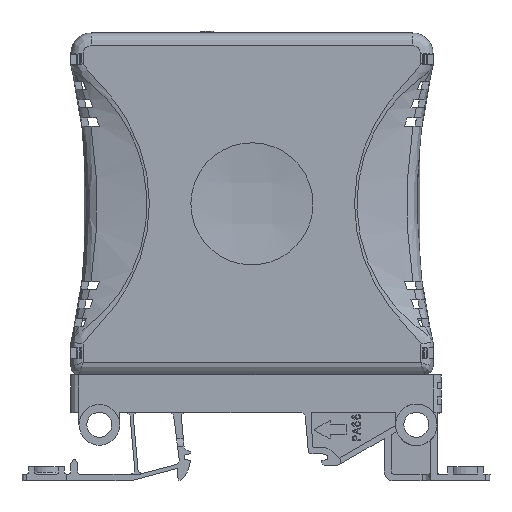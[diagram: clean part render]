
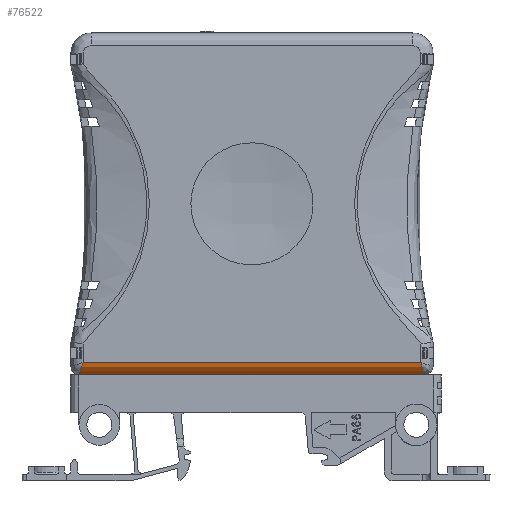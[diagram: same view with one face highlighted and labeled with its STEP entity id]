
A CAD part, left-side view. The second image highlights one B-rep face of the part: STEP entity #76522.
In plain terms, the highlighted cylindrical face has radius 3 mm (diameter 6 mm), a partial arc.
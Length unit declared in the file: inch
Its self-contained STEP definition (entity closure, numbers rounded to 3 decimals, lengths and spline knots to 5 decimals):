
#913 = B_SPLINE_CURVE_WITH_KNOTS ( 'NONE', 3,
 ( #39000, #12583, #22492, #80382, #71004, #88638, #62203, #39548, #106247, #56102, #4335, #5949, #105721, #73192, #37926, #14209 ),
 .UNSPECIFIED., .F., .F.,
 ( 4, 2, 2, 2, 2, 2, 2, 4 ),
 ( 0., 0.125, 0.25, 0.375, 0.5, 0.625, 0.75, 1. ),
 .UNSPECIFIED. ) ;
#2128 = CARTESIAN_POINT ( 'NONE',  ( -0.31496, 0.03937, 0.36614 ) ) ;
#4335 = CARTESIAN_POINT ( 'NONE',  ( -0.40887, 1.69724, 0.41221 ) ) ;
#5949 = CARTESIAN_POINT ( 'NONE',  ( -0.41746, 1.69296, 0.42506 ) ) ;
#7400 = EDGE_LOOP ( 'NONE', ( #82640, #31318, #98756, #8986 ) ) ;
#8952 = VERTEX_POINT ( 'NONE', #25940 ) ;
#8986 = ORIENTED_EDGE ( 'NONE', *, *, #21093, .F. ) ;
#12583 = CARTESIAN_POINT ( 'NONE',  ( -0.32269, 1.7126, 0.36614 ) ) ;
#14209 = CARTESIAN_POINT ( 'NONE',  ( -0.43307, 1.67323, 0.48425 ) ) ;
#15527 = DIRECTION ( 'NONE',  ( 0., 0., -1. ) ) ;
#17065 = VERTEX_POINT ( 'NONE', #43207 ) ;
#17246 = VERTEX_POINT ( 'NONE', #18944 ) ;
#18944 = CARTESIAN_POINT ( 'NONE',  ( -0.43307, -1.59449, 0.48425 ) ) ;
#21093 = EDGE_CURVE ( 'NONE', #95112, #8952, #913, .T. ) ;
#21929 = CARTESIAN_POINT ( 'NONE',  ( -0.43307, -1.59964, 0.46879 ) ) ;
#22492 = CARTESIAN_POINT ( 'NONE',  ( -0.33042, 1.71234, 0.3669 ) ) ;
#24113 = CARTESIAN_POINT ( 'NONE',  ( -0.34558, -1.6326, 0.36992 ) ) ;
#25840 = DIRECTION ( 'NONE',  ( 0., -1., 0. ) ) ;
#25940 = CARTESIAN_POINT ( 'NONE',  ( -0.43307, 1.67323, 0.48425 ) ) ;
#30173 = CARTESIAN_POINT ( 'NONE',  ( -0.43307, -1.59449, 0.48425 ) ) ;
#31318 = ORIENTED_EDGE ( 'NONE', *, *, #32198, .F. ) ;
#32029 = CARTESIAN_POINT ( 'NONE',  ( -0.31496, 0.03937, 0.48425 ) ) ;
#32198 = EDGE_CURVE ( 'NONE', #17246, #17065, #100173, .T. ) ;
#32297 = DIRECTION ( 'NONE',  ( 0., 1., 0. ) ) ;
#32902 = CARTESIAN_POINT ( 'NONE',  ( -0.33042, -1.6336, 0.3669 ) ) ;
#33456 = CARTESIAN_POINT ( 'NONE',  ( -0.31496, -1.63386, 0.36614 ) ) ;
#34027 = VECTOR ( 'NONE', #32297, 39.37008 ) ;
#37926 = CARTESIAN_POINT ( 'NONE',  ( -0.43307, 1.67838, 0.46879 ) ) ;
#39000 = CARTESIAN_POINT ( 'NONE',  ( -0.31496, 1.7126, 0.36614 ) ) ;
#39548 = CARTESIAN_POINT ( 'NONE',  ( -0.38701, 1.70453, 0.39034 ) ) ;
#39770 = DIRECTION ( 'NONE',  ( 0., -1., 0. ) ) ;
#40041 = LINE ( 'NONE', #73683, #34027 ) ;
#40320 = FACE_OUTER_BOUND ( 'NONE', #7400, .T. ) ;
#43207 = CARTESIAN_POINT ( 'NONE',  ( -0.31496, -1.63386, 0.36614 ) ) ;
#48909 = CARTESIAN_POINT ( 'NONE',  ( -0.32269, -1.63386, 0.36614 ) ) ;
#54649 = CARTESIAN_POINT ( 'NONE',  ( -0.31496, 1.7126, 0.36614 ) ) ;
#54833 = EDGE_CURVE ( 'NONE', #17246, #8952, #40041, .T. ) ;
#56102 = CARTESIAN_POINT ( 'NONE',  ( -0.40394, 1.69925, 0.4062 ) ) ;
#56845 = CYLINDRICAL_SURFACE ( 'NONE', #86737, 0.11811 ) ;
#58825 = CARTESIAN_POINT ( 'NONE',  ( -0.39301, -1.62415, 0.39527 ) ) ;
#59378 = CARTESIAN_POINT ( 'NONE',  ( -0.37415, -1.62865, 0.38175 ) ) ;
#62203 = CARTESIAN_POINT ( 'NONE',  ( -0.37415, 1.70739, 0.38175 ) ) ;
#65443 = CARTESIAN_POINT ( 'NONE',  ( -0.40887, -1.6185, 0.41221 ) ) ;
#67092 = CARTESIAN_POINT ( 'NONE',  ( -0.43, -1.60479, 0.45334 ) ) ;
#68811 = LINE ( 'NONE', #2128, #104502 ) ;
#71004 = CARTESIAN_POINT ( 'NONE',  ( -0.35302, 1.71059, 0.37217 ) ) ;
#73192 = CARTESIAN_POINT ( 'NONE',  ( -0.43, 1.68353, 0.45334 ) ) ;
#73683 = CARTESIAN_POINT ( 'NONE',  ( -0.43307, 0.03937, 0.48425 ) ) ;
#73729 = CARTESIAN_POINT ( 'NONE',  ( -0.3673, -1.62988, 0.37809 ) ) ;
#74257 = CARTESIAN_POINT ( 'NONE',  ( -0.38701, -1.62579, 0.39034 ) ) ;
#76522 = ADVANCED_FACE ( 'NONE', ( #40320 ), #56845, .T. ) ;
#80382 = CARTESIAN_POINT ( 'NONE',  ( -0.34558, 1.71134, 0.36992 ) ) ;
#82640 = ORIENTED_EDGE ( 'NONE', *, *, #99201, .T. ) ;
#83650 = CARTESIAN_POINT ( 'NONE',  ( -0.35302, -1.63185, 0.37217 ) ) ;
#86737 = AXIS2_PLACEMENT_3D ( 'NONE', #32029, #39770, #15527 ) ;
#88638 = CARTESIAN_POINT ( 'NONE',  ( -0.3673, 1.70862, 0.37809 ) ) ;
#93010 = CARTESIAN_POINT ( 'NONE',  ( -0.41746, -1.61422, 0.42506 ) ) ;
#95112 = VERTEX_POINT ( 'NONE', #54649 ) ;
#98756 = ORIENTED_EDGE ( 'NONE', *, *, #54833, .T. ) ;
#99058 = CARTESIAN_POINT ( 'NONE',  ( -0.40394, -1.6205, 0.4062 ) ) ;
#99201 = EDGE_CURVE ( 'NONE', #95112, #17065, #68811, .T. ) ;
#100173 = B_SPLINE_CURVE_WITH_KNOTS ( 'NONE', 3,
 ( #30173, #21929, #67092, #108994, #93010, #65443, #99058, #58825, #74257, #59378, #73729, #83650, #24113, #32902, #48909, #33456 ),
 .UNSPECIFIED., .F., .F.,
 ( 4, 2, 2, 2, 2, 2, 2, 4 ),
 ( 0., 0.25, 0.375, 0.5, 0.625, 0.75, 0.875, 1. ),
 .UNSPECIFIED. ) ;
#104502 = VECTOR ( 'NONE', #25840, 39.37008 ) ;
#105721 = CARTESIAN_POINT ( 'NONE',  ( -0.42112, 1.69068, 0.43191 ) ) ;
#106247 = CARTESIAN_POINT ( 'NONE',  ( -0.39301, 1.70289, 0.39527 ) ) ;
#108994 = CARTESIAN_POINT ( 'NONE',  ( -0.42112, -1.61194, 0.43191 ) ) ;
